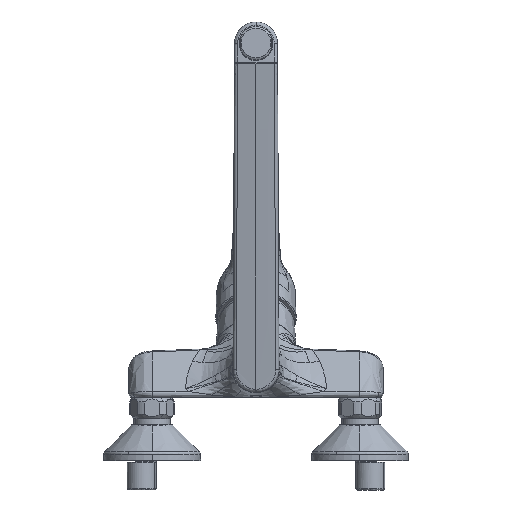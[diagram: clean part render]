
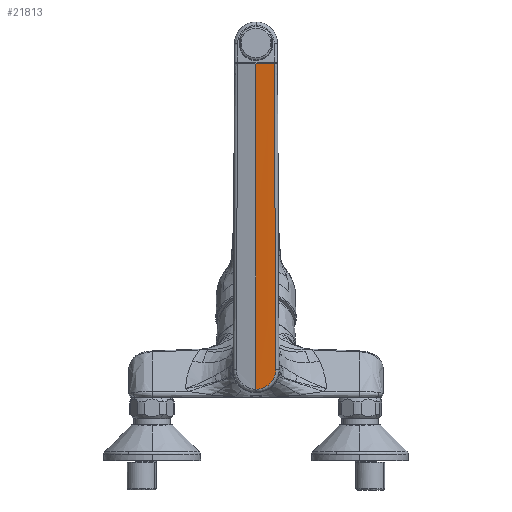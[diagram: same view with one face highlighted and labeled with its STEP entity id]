
A CAD part, front view. The second image highlights one B-rep face of the part: STEP entity #21813.
In plain terms, the highlighted free-form (B-spline) face has degree [5, 5] with [6, 6] control points.
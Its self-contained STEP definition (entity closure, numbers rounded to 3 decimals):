
#574 = CARTESIAN_POINT ( 'NONE',  ( 9.431, -63.461, 11.047 ) ) ;
#715 = CARTESIAN_POINT ( 'NONE',  ( 12.572, -76.984, 108.624 ) ) ;
#734 = EDGE_CURVE ( 'NONE', #8938, #14654, #21339, .T. ) ;
#857 = CARTESIAN_POINT ( 'NONE',  ( 15.707, -90.432, 206.21 ) ) ;
#1512 = CARTESIAN_POINT ( 'NONE',  ( 13.271, -96.853, 250.642 ) ) ;
#1570 = B_SPLINE_CURVE_WITH_KNOTS ( 'NONE', 5,
 ( #27741, #8082, #37440, #18057, #40647, #21366 ),
 .UNSPECIFIED., .F., .F.,
 ( 6, 6 ),
 ( 0., 1. ),
 .UNSPECIFIED. ) ;
#3336 = B_SPLINE_SURFACE_WITH_KNOTS ( 'NONE', 5, 5, ( 
 ( #36443, #17035, #20364, #574, #23649, #3903 ),
 ( #26891, #7203, #30091, #10548, #33337, #13866 ),
 ( #36583, #17182, #39808, #20509, #715, #23791 ),
 ( #4048, #27026, #7342, #30236, #10687, #33469 ),
 ( #14012, #36733, #17324, #39940, #20652, #857 ),
 ( #23926, #4196, #27165, #7481, #30373, #10834 ) ),
 .UNSPECIFIED., .F., .F., .F.,
 ( 6, 6 ),
 ( 6, 6 ),
 ( 0., 246.271 ),
 ( 0., 15.726 ),
 .UNSPECIFIED. ) ;
#3539 = ORIENTED_EDGE ( 'NONE', *, *, #734, .F. ) ;
#3744 = CARTESIAN_POINT ( 'NONE',  ( 4.466, -97.312, 250.619 ) ) ;
#3903 = CARTESIAN_POINT ( 'NONE',  ( 15.707, -63.048, 11.105 ) ) ;
#3970 = ORIENTED_EDGE ( 'NONE', *, *, #34448, .T. ) ;
#4048 = CARTESIAN_POINT ( 'NONE',  ( 0., -84.203, 157.347 ) ) ;
#4196 = CARTESIAN_POINT ( 'NONE',  ( 3.145, -97.913, 254.897 ) ) ;
#6875 = EDGE_CURVE ( 'NONE', #30890, #14654, #31879, .T. ) ;
#7203 = CARTESIAN_POINT ( 'NONE',  ( 3.144, -70.493, 59.797 ) ) ;
#7342 = CARTESIAN_POINT ( 'NONE',  ( 6.289, -84.141, 157.356 ) ) ;
#7481 = CARTESIAN_POINT ( 'NONE',  ( 9.433, -97.722, 254.924 ) ) ;
#8082 = CARTESIAN_POINT ( 'NONE',  ( 14.215, -65.165, 25.404 ) ) ;
#8938 = VERTEX_POINT ( 'NONE', #33111 ) ;
#9722 = CARTESIAN_POINT ( 'NONE',  ( 14.007, -71.998, 73.974 ) ) ;
#10548 = CARTESIAN_POINT ( 'NONE',  ( 9.432, -70.314, 59.823 ) ) ;
#10687 = CARTESIAN_POINT ( 'NONE',  ( 12.572, -83.833, 157.399 ) ) ;
#10834 = CARTESIAN_POINT ( 'NONE',  ( 15.707, -97.277, 254.986 ) ) ;
#11729 = EDGE_CURVE ( 'NONE', #24180, #8938, #1570, .T. ) ;
#13866 = CARTESIAN_POINT ( 'NONE',  ( 15.707, -69.894, 59.882 ) ) ;
#14012 = CARTESIAN_POINT ( 'NONE',  ( 0., -91.058, 206.122 ) ) ;
#14654 = VERTEX_POINT ( 'NONE', #41326 ) ;
#16368 = CARTESIAN_POINT ( 'NONE',  ( 13.635, -84.426, 162.308 ) ) ;
#17035 = CARTESIAN_POINT ( 'NONE',  ( 3.144, -63.638, 11.022 ) ) ;
#17182 = CARTESIAN_POINT ( 'NONE',  ( 3.145, -77.348, 108.572 ) ) ;
#17324 = CARTESIAN_POINT ( 'NONE',  ( 6.29, -90.995, 206.131 ) ) ;
#18057 = CARTESIAN_POINT ( 'NONE',  ( 8.943, -64.42, 17.436 ) ) ;
#19690 = CARTESIAN_POINT ( 'NONE',  ( 13.271, -96.853, 250.642 ) ) ;
#19788 = CARTESIAN_POINT ( 'NONE',  ( 0., -80.804, 133.163 ) ) ;
#20364 = CARTESIAN_POINT ( 'NONE',  ( 6.289, -63.579, 11.031 ) ) ;
#20509 = CARTESIAN_POINT ( 'NONE',  ( 9.432, -77.166, 108.598 ) ) ;
#20652 = CARTESIAN_POINT ( 'NONE',  ( 12.572, -90.682, 206.175 ) ) ;
#21188 = ORIENTED_EDGE ( 'NONE', *, *, #11729, .F. ) ;
#21339 = LINE ( 'NONE', #19788, #21492 ) ;
#21366 = CARTESIAN_POINT ( 'NONE',  ( 0., -64.297, 15.707 ) ) ;
#21492 = VECTOR ( 'NONE', #26760, 1000. ) ;
#21813 = ADVANCED_FACE ( 'NONE', ( #34643 ), #3336, .F. ) ;
#23649 = CARTESIAN_POINT ( 'NONE',  ( 12.571, -63.284, 11.072 ) ) ;
#23791 = CARTESIAN_POINT ( 'NONE',  ( 15.707, -76.741, 108.658 ) ) ;
#23895 = EDGE_LOOP ( 'NONE', ( #3970, #24926, #3539, #21188 ) ) ;
#23926 = CARTESIAN_POINT ( 'NONE',  ( 0., -97.913, 254.897 ) ) ;
#24039 = CARTESIAN_POINT ( 'NONE',  ( 14.193, -65.784, 29.806 ) ) ;
#24180 = VERTEX_POINT ( 'NONE', #24039 ) ;
#24926 = ORIENTED_EDGE ( 'NONE', *, *, #6875, .T. ) ;
#26742 = CARTESIAN_POINT ( 'NONE',  ( 0., -97.312, 250.619 ) ) ;
#26760 = DIRECTION ( 'NONE',  ( 0., -0.139, 0.99 ) ) ;
#26891 = CARTESIAN_POINT ( 'NONE',  ( 0., -70.493, 59.797 ) ) ;
#27026 = CARTESIAN_POINT ( 'NONE',  ( 3.145, -84.203, 157.347 ) ) ;
#27165 = CARTESIAN_POINT ( 'NONE',  ( 6.29, -97.849, 254.906 ) ) ;
#27741 = CARTESIAN_POINT ( 'NONE',  ( 14.193, -65.784, 29.806 ) ) ;
#28966 = B_SPLINE_CURVE_WITH_KNOTS ( 'NONE', 5,
 ( #32541, #9722, #35788, #16368, #39016, #19690 ),
 .UNSPECIFIED., .F., .F.,
 ( 6, 6 ),
 ( 0.017, 223.03 ),
 .UNSPECIFIED. ) ;
#30091 = CARTESIAN_POINT ( 'NONE',  ( 6.289, -70.433, 59.806 ) ) ;
#30236 = CARTESIAN_POINT ( 'NONE',  ( 9.432, -84.018, 157.373 ) ) ;
#30373 = CARTESIAN_POINT ( 'NONE',  ( 12.573, -97.531, 254.951 ) ) ;
#30890 = VERTEX_POINT ( 'NONE', #1512 ) ;
#31879 = B_SPLINE_CURVE_WITH_KNOTS ( 'NONE', 3,
 ( #39516, #35445, #3744, #26742 ),
 .UNSPECIFIED., .F., .F.,
 ( 4, 4 ),
 ( 0., 1. ),
 .UNSPECIFIED. ) ;
#32541 = CARTESIAN_POINT ( 'NONE',  ( 14.193, -65.784, 29.806 ) ) ;
#33111 = CARTESIAN_POINT ( 'NONE',  ( 0., -64.297, 15.707 ) ) ;
#33337 = CARTESIAN_POINT ( 'NONE',  ( 12.572, -70.134, 59.848 ) ) ;
#33469 = CARTESIAN_POINT ( 'NONE',  ( 15.707, -83.587, 157.434 ) ) ;
#34448 = EDGE_CURVE ( 'NONE', #24180, #30890, #28966, .T. ) ;
#34643 = FACE_OUTER_BOUND ( 'NONE', #23895, .T. ) ;
#35445 = CARTESIAN_POINT ( 'NONE',  ( 8.893, -97.156, 250.627 ) ) ;
#35788 = CARTESIAN_POINT ( 'NONE',  ( 13.821, -78.212, 118.141 ) ) ;
#36443 = CARTESIAN_POINT ( 'NONE',  ( 0., -63.638, 11.022 ) ) ;
#36583 = CARTESIAN_POINT ( 'NONE',  ( 0., -77.348, 108.572 ) ) ;
#36733 = CARTESIAN_POINT ( 'NONE',  ( 3.145, -91.058, 206.122 ) ) ;
#37440 = CARTESIAN_POINT ( 'NONE',  ( 12.501, -64.658, 20.956 ) ) ;
#39016 = CARTESIAN_POINT ( 'NONE',  ( 13.479, -90.638, 206.476 ) ) ;
#39516 = CARTESIAN_POINT ( 'NONE',  ( 13.271, -96.853, 250.642 ) ) ;
#39808 = CARTESIAN_POINT ( 'NONE',  ( 6.289, -77.287, 108.581 ) ) ;
#39940 = CARTESIAN_POINT ( 'NONE',  ( 9.433, -90.87, 206.149 ) ) ;
#40647 = CARTESIAN_POINT ( 'NONE',  ( 4.472, -64.297, 15.71 ) ) ;
#41326 = CARTESIAN_POINT ( 'NONE',  ( 0., -97.312, 250.619 ) ) ;
